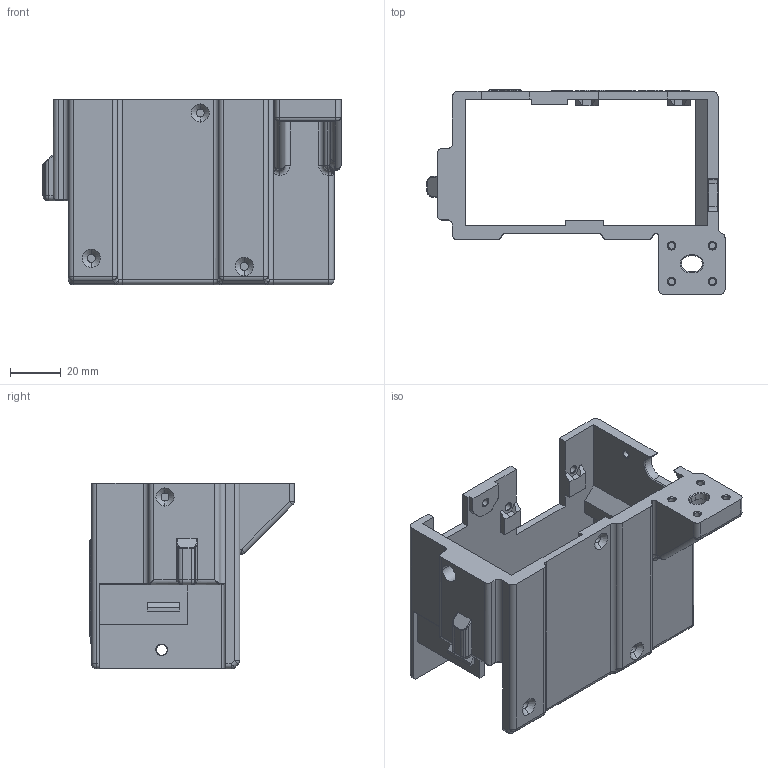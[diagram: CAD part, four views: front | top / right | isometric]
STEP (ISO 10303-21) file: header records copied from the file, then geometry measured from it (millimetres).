
FILE_DESCRIPTION (( 'STEP AP214' ), '1' );
FILE_NAME ('PSU Cover v1.1 (MK3).STEP', '2018-03-24T12:21:54', ( '' ), ( '' ), 'SwSTEP 2.0', 'SolidWorks 2018', '' );
FILE_SCHEMA (( 'AUTOMOTIVE_DESIGN' ));
Length unit declared in the file: millimetre
Products named in the file (1): PSU Cover v1.1 (MK3)
Bounding box: 117 x 80.45 x 73 mm (x, y, z)
Volume: 90908.5 mm3; surface area: 47383.6 mm2
Topology: 1 solids, 1 shells, 1197 faces, 2943 edges, 1714 vertices
Faces by surface type: cone 744, plane 203, cylinder 163, bspline 51, sphere 25, torus 11
Entity records: 44577 total; most frequent: CARTESIAN_POINT 16303, DIRECTION 6330, ORIENTED_EDGE 5778, EDGE_CURVE 2889, AXIS2_PLACEMENT_3D 2511, VERTEX_POINT 1714, CIRCLE 1364, VECTOR 1308
